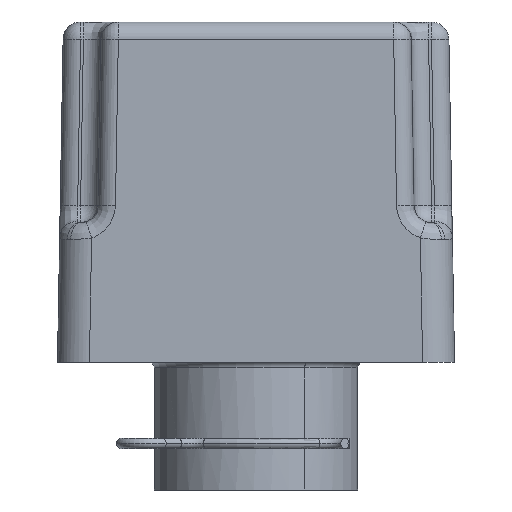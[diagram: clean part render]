
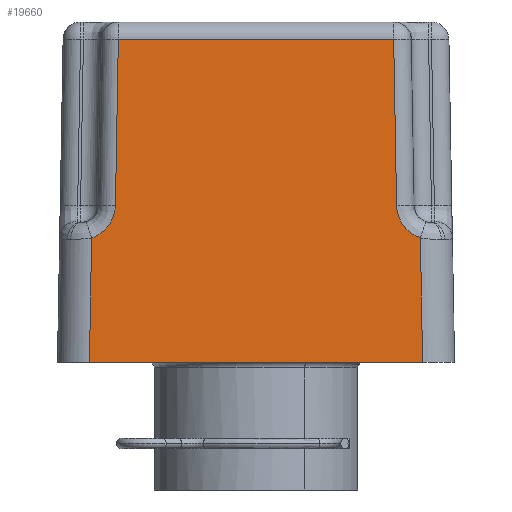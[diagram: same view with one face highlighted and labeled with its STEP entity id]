
A CAD part, front view. The second image highlights one B-rep face of the part: STEP entity #19660.
In plain terms, the highlighted planar face has unit normal (0, -1, 0.018).
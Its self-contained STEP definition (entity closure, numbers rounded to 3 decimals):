
#388=CARTESIAN_POINT('Vertex',(-28.651,-68.65,0.)) ;
#466=CARTESIAN_POINT('Vertex',(28.651,-68.65,0.)) ;
#469=CARTESIAN_POINT('Line Origine',(0.,-68.65,0.)) ;
#17765=CARTESIAN_POINT('Vertex',(-24.18,-68.18,26.948)) ;
#17768=CARTESIAN_POINT('Line Origine',(-24.166,-68.165,27.776)) ;
#17772=CARTESIAN_POINT('Vertex',(-23.681,-67.68,55.552)) ;
#17851=CARTESIAN_POINT('Vertex',(-28.278,-68.277,21.362)) ;
#17855=CARTESIAN_POINT('Control Point',(-24.18,-68.18,26.948)) ;
#17856=CARTESIAN_POINT('Control Point',(-24.182,-68.181,26.846)) ;
#17857=CARTESIAN_POINT('Control Point',(-24.186,-68.183,26.744)) ;
#17858=CARTESIAN_POINT('Control Point',(-24.192,-68.185,26.642)) ;
#17859=CARTESIAN_POINT('Control Point',(-24.237,-68.195,26.083)) ;
#17860=CARTESIAN_POINT('Control Point',(-24.348,-68.204,25.531)) ;
#17861=CARTESIAN_POINT('Control Point',(-24.481,-68.212,25.089)) ;
#17862=CARTESIAN_POINT('Control Point',(-24.831,-68.227,24.236)) ;
#17863=CARTESIAN_POINT('Control Point',(-25.337,-68.24,23.465)) ;
#17864=CARTESIAN_POINT('Control Point',(-25.625,-68.247,23.105)) ;
#17865=CARTESIAN_POINT('Control Point',(-26.267,-68.258,22.445)) ;
#17866=CARTESIAN_POINT('Control Point',(-27.023,-68.267,21.919)) ;
#17867=CARTESIAN_POINT('Control Point',(-27.424,-68.271,21.693)) ;
#17868=CARTESIAN_POINT('Control Point',(-27.844,-68.275,21.507)) ;
#17869=CARTESIAN_POINT('Control Point',(-28.278,-68.277,21.362)) ;
#19614=CARTESIAN_POINT('Axis2P3D Location',(0.,-68.65,0.)) ;
#19620=CARTESIAN_POINT('Control Point',(-28.651,-68.65,0.)) ;
#19621=CARTESIAN_POINT('Control Point',(-28.278,-68.277,21.362)) ;
#19624=CARTESIAN_POINT('Control Point',(28.651,-68.65,0.)) ;
#19625=CARTESIAN_POINT('Control Point',(28.278,-68.277,21.362)) ;
#19626=CARTESIAN_POINT('Vertex',(28.278,-68.277,21.362)) ;
#19630=CARTESIAN_POINT('Control Point',(28.278,-68.277,21.362)) ;
#19631=CARTESIAN_POINT('Control Point',(26.877,-68.269,21.83)) ;
#19632=CARTESIAN_POINT('Control Point',(25.619,-68.253,22.729)) ;
#19633=CARTESIAN_POINT('Control Point',(24.685,-68.231,24.002)) ;
#19634=CARTESIAN_POINT('Control Point',(24.206,-68.205,25.471)) ;
#19635=CARTESIAN_POINT('Control Point',(24.18,-68.18,26.948)) ;
#19636=CARTESIAN_POINT('Vertex',(24.18,-68.18,26.948)) ;
#19640=CARTESIAN_POINT('Control Point',(24.18,-68.18,26.948)) ;
#19641=CARTESIAN_POINT('Control Point',(23.681,-67.68,55.552)) ;
#19642=CARTESIAN_POINT('Vertex',(23.681,-67.68,55.552)) ;
#19645=CARTESIAN_POINT('Line Origine',(0.,-67.68,55.552)) ;
#470=DIRECTION('Vector Direction',(-1.,0.,0.)) ;
#17769=DIRECTION('Vector Direction',(0.017,0.017,1.)) ;
#19615=DIRECTION('Axis2P3D Direction',(0.,1.,-0.017)) ;
#19616=DIRECTION('Axis2P3D XDirection',(1.,0.,0.)) ;
#19646=DIRECTION('Vector Direction',(1.,0.,0.)) ;
#19617=AXIS2_PLACEMENT_3D('Plane Axis2P3D',#19614,#19615,#19616) ;
#19651=ORIENTED_EDGE('',*,*,#17774,.F.) ;
#19652=ORIENTED_EDGE('',*,*,#17870,.F.) ;
#19653=ORIENTED_EDGE('',*,*,#19622,.F.) ;
#19654=ORIENTED_EDGE('',*,*,#473,.F.) ;
#19655=ORIENTED_EDGE('',*,*,#19628,.F.) ;
#19656=ORIENTED_EDGE('',*,*,#19638,.F.) ;
#19657=ORIENTED_EDGE('',*,*,#19644,.F.) ;
#19658=ORIENTED_EDGE('',*,*,#19649,.F.) ;
#471=VECTOR('Line Direction',#470,1.) ;
#17770=VECTOR('Line Direction',#17769,1.) ;
#19647=VECTOR('Line Direction',#19646,1.) ;
#19660=ADVANCED_FACE('PartBody',(#19659),#19618,.F.) ;
#17854=B_SPLINE_CURVE_WITH_KNOTS('',5,(#17855,#17856,#17857,#17858,#17859,#17860,#17861,#17862,#17863,#17864,#17865,#17866,#17867,#17868,#17869),.UNSPECIFIED.,.F.,.U.,(6,3,3,3,6),(15.866,16.435,19.001,21.566,24.125),.UNSPECIFIED.) ;
#19619=B_SPLINE_CURVE_WITH_KNOTS('',1,(#19620,#19621),.UNSPECIFIED.,.F.,.U.,(2,2),(-29.259,-7.891),.UNSPECIFIED.) ;
#19623=B_SPLINE_CURVE_WITH_KNOTS('',1,(#19624,#19625),.UNSPECIFIED.,.F.,.U.,(2,2),(-29.259,-7.891),.UNSPECIFIED.) ;
#19629=B_SPLINE_CURVE_WITH_KNOTS('',5,(#19630,#19631,#19632,#19633,#19634,#19635),.UNSPECIFIED.,.F.,.U.,(6,6),(18.03,26.288),.UNSPECIFIED.) ;
#19639=B_SPLINE_CURVE_WITH_KNOTS('',1,(#19640,#19641),.UNSPECIFIED.,.F.,.U.,(2,2),(-0.829,27.785),.UNSPECIFIED.) ;
#473=EDGE_CURVE('',#467,#389,#472,.T.) ;
#17774=EDGE_CURVE('',#17766,#17773,#17771,.T.) ;
#17870=EDGE_CURVE('',#17852,#17766,#17854,.F.) ;
#19622=EDGE_CURVE('',#389,#17852,#19619,.T.) ;
#19628=EDGE_CURVE('',#19627,#467,#19623,.F.) ;
#19638=EDGE_CURVE('',#19637,#19627,#19629,.F.) ;
#19644=EDGE_CURVE('',#19643,#19637,#19639,.F.) ;
#19649=EDGE_CURVE('',#17773,#19643,#19648,.T.) ;
#19650=EDGE_LOOP('',(#19651,#19652,#19653,#19654,#19655,#19656,#19657,#19658)) ;
#19659=FACE_OUTER_BOUND('',#19650,.T.) ;
#472=LINE('Line',#469,#471) ;
#17771=LINE('Line',#17768,#17770) ;
#19648=LINE('Line',#19645,#19647) ;
#19618=PLANE('',#19617) ;
#389=VERTEX_POINT('',#388) ;
#467=VERTEX_POINT('',#466) ;
#17766=VERTEX_POINT('',#17765) ;
#17773=VERTEX_POINT('',#17772) ;
#17852=VERTEX_POINT('',#17851) ;
#19627=VERTEX_POINT('',#19626) ;
#19637=VERTEX_POINT('',#19636) ;
#19643=VERTEX_POINT('',#19642) ;
